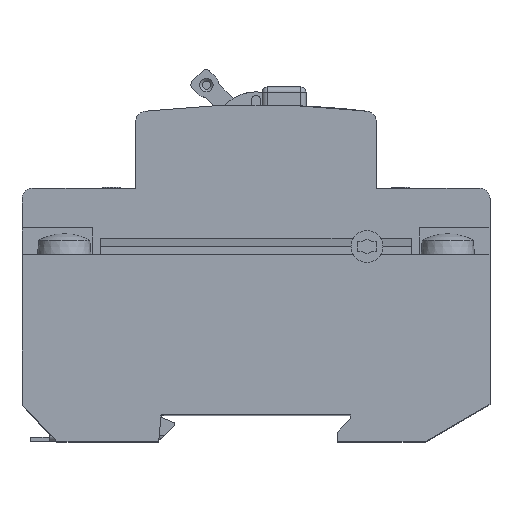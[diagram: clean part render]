
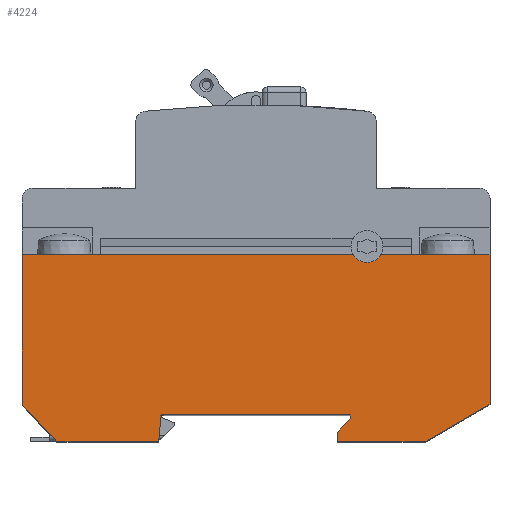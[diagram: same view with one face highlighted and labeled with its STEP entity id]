
A CAD part, top view. The second image highlights one B-rep face of the part: STEP entity #4224.
In plain terms, the highlighted face is planar.
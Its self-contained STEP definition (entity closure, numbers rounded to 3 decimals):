
#201=CARTESIAN_POINT('',(20.75,-36.5,0.));
#202=DIRECTION('',(0.,0.,-1.));
#203=DIRECTION('',(-0.866,0.5,0.));
#204=AXIS2_PLACEMENT_3D('',#201,#202,#203);
#209=CARTESIAN_POINT('',(20.75,-36.5,0.));
#210=DIRECTION('',(0.,0.,-1.));
#211=DIRECTION('',(0.,1.,0.));
#212=AXIS2_PLACEMENT_3D('',#209,#210,#211);
#217=DIRECTION('',(-0.866,0.5,0.));
#218=VECTOR('',#217,14.);
#219=CARTESIAN_POINT('',(43.75,-7.,0.));
#220=LINE('',#219,#218);
#224=DIRECTION('',(0.707,-0.707,0.));
#225=VECTOR('',#224,3.536);
#226=CARTESIAN_POINT('',(15.25,-1.8,0.));
#227=LINE('',#226,#225);
#231=DIRECTION('',(-0.087,0.996,0.));
#232=VECTOR('',#231,5.019);
#233=CARTESIAN_POINT('',(-17.75,-5.,0.));
#234=LINE('',#233,#232);
#238=DIRECTION('',(-0.682,-0.731,0.));
#239=VECTOR('',#238,9.571);
#240=CARTESIAN_POINT('',(-37.222,0.,0.));
#241=LINE('',#240,#239);
#252=DIRECTION('',(-1.,0.,0.));
#253=VECTOR('',#252,61.903);
#254=CARTESIAN_POINT('',(18.153,-35.,0.));
#255=LINE('',#254,#253);
#406=DIRECTION('',(0.,1.,0.));
#407=VECTOR('',#406,28.);
#408=CARTESIAN_POINT('',(-43.75,-35.,0.));
#409=LINE('',#408,#407);
#860=DIRECTION('',(1.,0.,0.));
#861=VECTOR('',#860,35.5);
#862=CARTESIAN_POINT('',(-17.75,-5.,0.));
#863=LINE('',#862,#861);
#1275=DIRECTION('',(0.,1.,0.));
#1276=VECTOR('',#1275,0.7);
#1277=CARTESIAN_POINT('',(17.75,-5.,0.));
#1278=LINE('',#1277,#1276);
#1296=DIRECTION('',(0.,1.,0.));
#1297=VECTOR('',#1296,1.8);
#1298=CARTESIAN_POINT('',(15.25,-1.8,0.));
#1299=LINE('',#1298,#1297);
#1310=DIRECTION('',(1.,0.,0.));
#1311=VECTOR('',#1310,16.376);
#1312=CARTESIAN_POINT('',(15.25,0.,0.));
#1313=LINE('',#1312,#1311);
#1331=DIRECTION('',(0.,-1.,0.));
#1332=VECTOR('',#1331,28.);
#1333=CARTESIAN_POINT('',(43.75,-7.,0.));
#1334=LINE('',#1333,#1332);
#1443=DIRECTION('',(-1.,0.,0.));
#1444=VECTOR('',#1443,20.403);
#1445=CARTESIAN_POINT('',(43.75,-35.,0.));
#1446=LINE('',#1445,#1444);
#2665=DIRECTION('',(1.,0.,0.));
#2666=VECTOR('',#2665,19.035);
#2667=CARTESIAN_POINT('',(-37.222,0.,0.));
#2668=LINE('',#2667,#2666);
#3565=CARTESIAN_POINT('',(18.153,-35.,0.));
#3566=CARTESIAN_POINT('',(20.75,-33.501,0.));
#3567=VERTEX_POINT('',#3565);
#3568=VERTEX_POINT('',#3566);
#3569=CARTESIAN_POINT('',(23.347,-35.,0.));
#3570=VERTEX_POINT('',#3569);
#3571=CARTESIAN_POINT('',(43.75,-35.,0.));
#3572=VERTEX_POINT('',#3571);
#3573=CARTESIAN_POINT('',(43.75,-7.,0.));
#3574=VERTEX_POINT('',#3573);
#3575=CARTESIAN_POINT('',(31.626,0.,0.));
#3576=VERTEX_POINT('',#3575);
#3577=CARTESIAN_POINT('',(15.25,0.,0.));
#3578=VERTEX_POINT('',#3577);
#3579=CARTESIAN_POINT('',(15.25,-1.8,0.));
#3580=VERTEX_POINT('',#3579);
#3581=CARTESIAN_POINT('',(17.75,-4.3,0.));
#3582=VERTEX_POINT('',#3581);
#3583=CARTESIAN_POINT('',(17.75,-5.,0.));
#3584=VERTEX_POINT('',#3583);
#3585=CARTESIAN_POINT('',(-17.75,-5.,0.));
#3586=VERTEX_POINT('',#3585);
#3587=CARTESIAN_POINT('',(-18.187,0.,0.));
#3588=VERTEX_POINT('',#3587);
#3589=CARTESIAN_POINT('',(-37.222,0.,0.));
#3590=VERTEX_POINT('',#3589);
#3591=CARTESIAN_POINT('',(-43.75,-7.,0.));
#3592=VERTEX_POINT('',#3591);
#3593=CARTESIAN_POINT('',(-43.75,-35.,0.));
#3594=VERTEX_POINT('',#3593);
#4187=CARTESIAN_POINT('',(0.,0.,0.));
#4188=DIRECTION('',(0.,0.,1.));
#4189=DIRECTION('',(-1.,0.,0.));
#4190=AXIS2_PLACEMENT_3D('',#4187,#4188,#4189);
#4191=PLANE('',#4190);
#4193=ORIENTED_EDGE('',*,*,#4192,.T.);
#4195=ORIENTED_EDGE('',*,*,#4194,.T.);
#4197=ORIENTED_EDGE('',*,*,#4196,.F.);
#4199=ORIENTED_EDGE('',*,*,#4198,.F.);
#4201=ORIENTED_EDGE('',*,*,#4200,.T.);
#4203=ORIENTED_EDGE('',*,*,#4202,.F.);
#4205=ORIENTED_EDGE('',*,*,#4204,.F.);
#4207=ORIENTED_EDGE('',*,*,#4206,.T.);
#4209=ORIENTED_EDGE('',*,*,#4208,.F.);
#4211=ORIENTED_EDGE('',*,*,#4210,.F.);
#4213=ORIENTED_EDGE('',*,*,#4212,.T.);
#4215=ORIENTED_EDGE('',*,*,#4214,.F.);
#4217=ORIENTED_EDGE('',*,*,#4216,.T.);
#4219=ORIENTED_EDGE('',*,*,#4218,.F.);
#4221=ORIENTED_EDGE('',*,*,#4220,.F.);
#4222=EDGE_LOOP('',(#4193,#4195,#4197,#4199,#4201,#4203,#4205,#4207,#4209,#4211,
#4213,#4215,#4217,#4219,#4221));
#4223=FACE_OUTER_BOUND('',#4222,.F.);
#205=CIRCLE('',#204,2.999);
#213=CIRCLE('',#212,2.999);
#4192=EDGE_CURVE('',#3567,#3568,#205,.T.);
#4194=EDGE_CURVE('',#3568,#3570,#213,.T.);
#4196=EDGE_CURVE('',#3572,#3570,#1446,.T.);
#4198=EDGE_CURVE('',#3574,#3572,#1334,.T.);
#4200=EDGE_CURVE('',#3574,#3576,#220,.T.);
#4202=EDGE_CURVE('',#3578,#3576,#1313,.T.);
#4204=EDGE_CURVE('',#3580,#3578,#1299,.T.);
#4206=EDGE_CURVE('',#3580,#3582,#227,.T.);
#4208=EDGE_CURVE('',#3584,#3582,#1278,.T.);
#4210=EDGE_CURVE('',#3586,#3584,#863,.T.);
#4212=EDGE_CURVE('',#3586,#3588,#234,.T.);
#4214=EDGE_CURVE('',#3590,#3588,#2668,.T.);
#4216=EDGE_CURVE('',#3590,#3592,#241,.T.);
#4218=EDGE_CURVE('',#3594,#3592,#409,.T.);
#4220=EDGE_CURVE('',#3567,#3594,#255,.T.);
#4224=ADVANCED_FACE('',(#4223),#4191,.F.);
